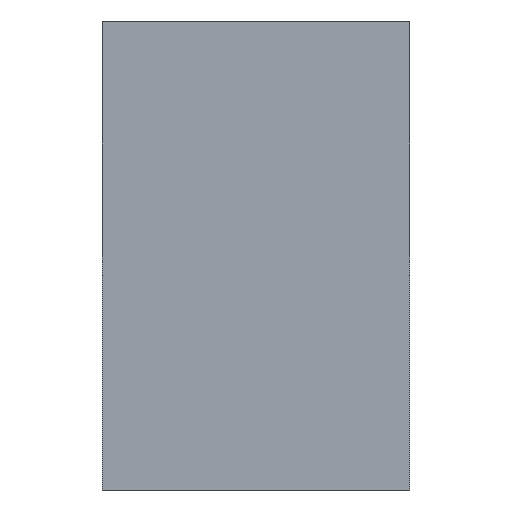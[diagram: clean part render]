
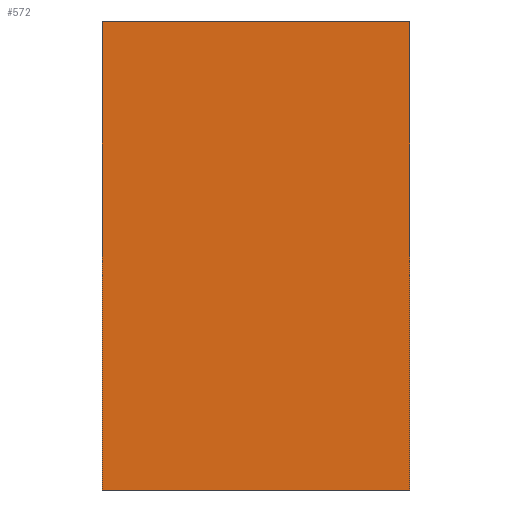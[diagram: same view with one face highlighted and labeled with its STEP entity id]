
A CAD part, left-side view. The second image highlights one B-rep face of the part: STEP entity #572.
In plain terms, the highlighted planar face has unit normal (-1, 0, 0).
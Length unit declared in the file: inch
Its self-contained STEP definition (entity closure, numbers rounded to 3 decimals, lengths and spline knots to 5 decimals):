
#36=FACE_OUTER_BOUND('',#66,.T.);
#66=EDGE_LOOP('',(#391,#392,#393,#394));
#103=LINE('',#832,#175);
#107=LINE('',#841,#179);
#109=LINE('',#844,#181);
#110=LINE('',#845,#182);
#175=VECTOR('',#673,0.3937);
#179=VECTOR('',#679,0.3937);
#181=VECTOR('',#683,0.3937);
#182=VECTOR('',#684,0.3937);
#247=VERTEX_POINT('',#829);
#248=VERTEX_POINT('',#831);
#251=VERTEX_POINT('',#838);
#252=VERTEX_POINT('',#840);
#303=EDGE_CURVE('',#248,#247,#103,.T.);
#307=EDGE_CURVE('',#252,#251,#107,.T.);
#309=EDGE_CURVE('',#247,#252,#109,.T.);
#310=EDGE_CURVE('',#251,#248,#110,.T.);
#391=ORIENTED_EDGE('',*,*,#309,.T.);
#392=ORIENTED_EDGE('',*,*,#307,.T.);
#393=ORIENTED_EDGE('',*,*,#310,.T.);
#394=ORIENTED_EDGE('',*,*,#303,.T.);
#546=PLANE('',#624);
#572=ADVANCED_FACE('',(#36),#546,.T.);
#624=AXIS2_PLACEMENT_3D('',#843,#681,#682);
#673=DIRECTION('',(0.,0.,1.));
#679=DIRECTION('',(0.,0.,-1.));
#681=DIRECTION('center_axis',(-1.,0.,0.));
#682=DIRECTION('ref_axis',(0.,0.,1.));
#683=DIRECTION('',(0.,1.,0.));
#684=DIRECTION('',(0.,-1.,0.));
#829=CARTESIAN_POINT('',(-2.5,-1.15,3.5));
#831=CARTESIAN_POINT('',(-2.5,-1.15,0.));
#832=CARTESIAN_POINT('',(-2.5,-1.15,0.));
#838=CARTESIAN_POINT('',(-2.5,1.15,0.));
#840=CARTESIAN_POINT('',(-2.5,1.15,3.5));
#841=CARTESIAN_POINT('',(-2.5,1.15,3.5));
#843=CARTESIAN_POINT('Origin',(-2.5,0.,1.75));
#844=CARTESIAN_POINT('',(-2.5,-1.15,3.5));
#845=CARTESIAN_POINT('',(-2.5,1.15,0.));
